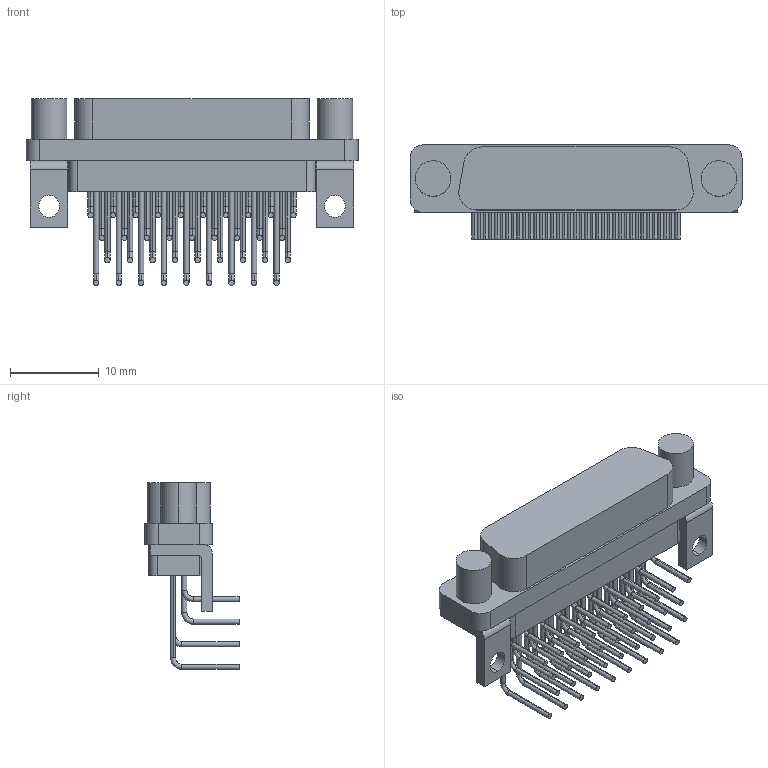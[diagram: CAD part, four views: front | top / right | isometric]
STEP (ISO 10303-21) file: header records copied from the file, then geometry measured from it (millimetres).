
FILE_DESCRIPTION (( 'STEP AP214' ), '1' );
FILE_NAME ('J30J-37TJW.STEP', '2023-09-15T07:13:26', ( '' ), ( '' ), 'SwSTEP 2.0', 'SolidWorks 2020', '' );
FILE_SCHEMA (( 'AUTOMOTIVE_DESIGN' ));
Length unit declared in the file: millimetre
Products named in the file (1): J30J-37TJW
Bounding box: 37.4 x 10.6 x 21.06 mm (x, y, z)
Volume: 2496.9 mm3; surface area: 2580.6 mm2
Topology: 1 solids, 3 shells, 330 faces, 713 edges, 432 vertices
Faces by surface type: cylinder 179, plane 77, torus 74
Entity records: 11934 total; most frequent: DIRECTION 1825, CARTESIAN_POINT 1476, ORIENTED_EDGE 1426, AXIS2_PLACEMENT_3D 781, EDGE_CURVE 713, CIRCLE 450, VERTEX_POINT 432, EDGE_LOOP 377
